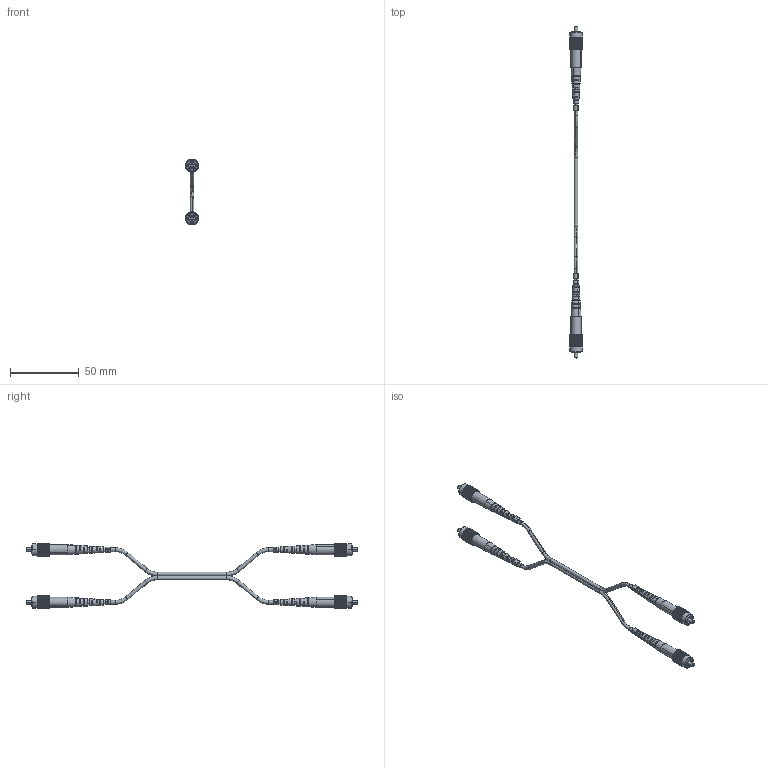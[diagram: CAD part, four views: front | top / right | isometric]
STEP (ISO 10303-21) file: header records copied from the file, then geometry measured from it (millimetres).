
FILE_DESCRIPTION (( 'STEP AP203' ), '1' );
FILE_NAME ('FODZFC50.STEP', '2006-06-23T19:36:50', ( 'lcom' ), ( 'lcom' ), 'SwSTEP 2.0', 'SolidWorks 2006004', '' );
FILE_SCHEMA (( 'CONFIG_CONTROL_DESIGN' ));
Length unit declared in the file: inch
Products named in the file (7): 1AL06-074; 1AF01-003; LBL-C3P-B; FODZFC50; 1AF01-003-MA2; LBL-C3P-A; 1AF01-003-MA1
Assembly tree (11 placements, depth 3):
  FODZFC50
    1AF01-003  x4
      1AF01-003-MA1
      1AF01-003-MA2
    LBL-C3P-B  x2
    1AL06-074
    LBL-C3P-A  x2
Bounding box: 9.52 x 241.56 x 47.82 mm (x, y, z)
Volume: 7034.3 mm3; surface area: 13859.9 mm2
Topology: 13 solids, 13 shells, 1675 faces, 4949 edges, 3286 vertices
Faces by surface type: plane 1216, cylinder 401, cone 24, bspline 18, torus 16
Entity records: 17543 total; most frequent: CARTESIAN_POINT 3968, ORIENTED_EDGE 2740, DIRECTION 2593, EDGE_CURVE 1370, VECTOR 937, LINE 937, VERTEX_POINT 902, AXIS2_PLACEMENT_3D 828
